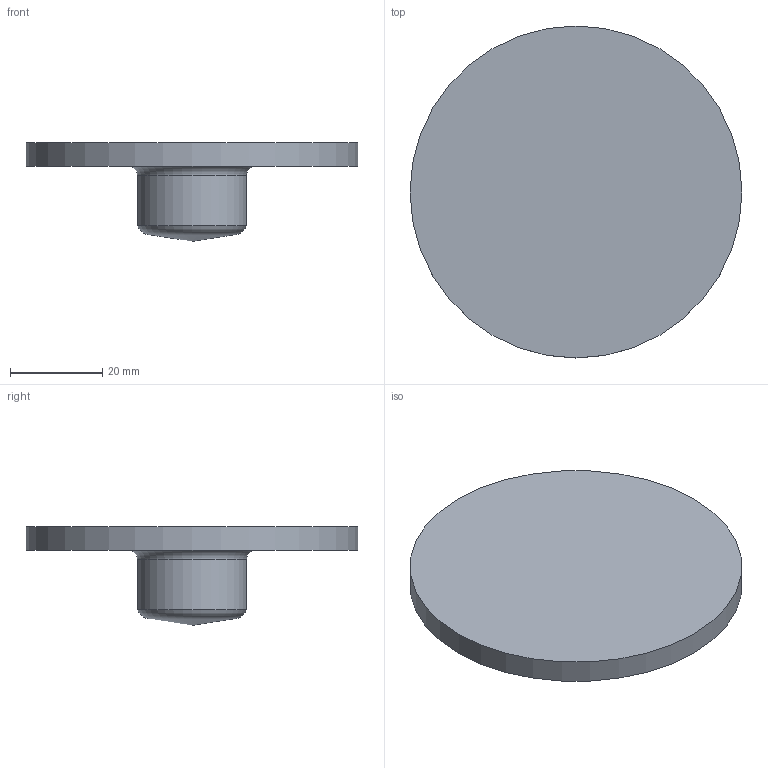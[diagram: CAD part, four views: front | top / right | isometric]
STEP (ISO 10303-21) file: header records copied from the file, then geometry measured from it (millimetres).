
FILE_DESCRIPTION( ( 'Unknown' ), '1' );
FILE_NAME( 'updie.stp', 'Unknown', ( 'Unknown' ), ( 'Unknown' ), 'XStep 1.0', 'Unknown', ' ' );
FILE_SCHEMA( ( 'CONFIG_CONTROL_DESIGN' ) );
Length unit declared in the file: millimetre
Products named in the file (1): 1
Bounding box: 72 x 72 x 21.4 mm (x, y, z)
Volume: 27411.5 mm3; surface area: 10258.5 mm2
Topology: 1 solids, 1 shells, 7 faces, 12 edges, 7 vertices
Faces by surface type: cylinder 2, plane 2, torus 2, cone 1
Full cylindrical faces by diameter (mm): 23.667 x1, 72 x1
Entity records: 182 total; most frequent: DIRECTION 28, CARTESIAN_POINT 21, AXIS2_PLACEMENT_3D 14, EDGE_LOOP 12, ORIENTED_EDGE 12, FACE_OUTER_BOUND 11, ADVANCED_FACE 7, VERTEX_POINT 7
